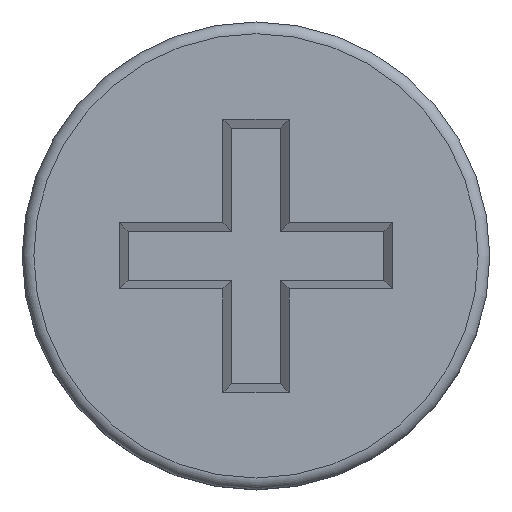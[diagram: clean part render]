
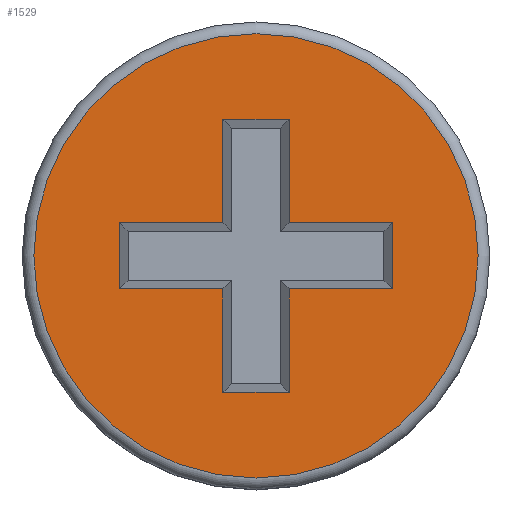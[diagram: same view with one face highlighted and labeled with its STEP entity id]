
A CAD part, top view. The second image highlights one B-rep face of the part: STEP entity #1529.
In plain terms, the highlighted planar face has unit normal (0, 0, 1).
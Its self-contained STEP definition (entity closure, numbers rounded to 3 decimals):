
#16=FACE_BOUND('',#190,.T.);
#18=PLANE('',#1634);
#105=FACE_OUTER_BOUND('',#189,.T.);
#189=EDGE_LOOP('',(#1321));
#190=EDGE_LOOP('',(#1322,#1323,#1324,#1325,#1326,#1327,#1328,#1329,#1330,
#1331,#1332,#1333));
#213=CIRCLE('',#1632,5.7);
#404=LINE('',#6125,#501);
#405=LINE('',#6127,#502);
#406=LINE('',#6129,#503);
#407=LINE('',#6131,#504);
#408=LINE('',#6133,#505);
#409=LINE('',#6135,#506);
#410=LINE('',#6137,#507);
#411=LINE('',#6139,#508);
#412=LINE('',#6141,#509);
#413=LINE('',#6143,#510);
#414=LINE('',#6145,#511);
#415=LINE('',#6146,#512);
#501=VECTOR('',#1866,10.);
#502=VECTOR('',#1867,10.);
#503=VECTOR('',#1868,10.);
#504=VECTOR('',#1869,10.);
#505=VECTOR('',#1870,10.);
#506=VECTOR('',#1871,10.);
#507=VECTOR('',#1872,10.);
#508=VECTOR('',#1873,10.);
#509=VECTOR('',#1874,10.);
#510=VECTOR('',#1875,10.);
#511=VECTOR('',#1876,10.);
#512=VECTOR('',#1877,10.);
#668=VERTEX_POINT('',#6119);
#669=VERTEX_POINT('',#6123);
#670=VERTEX_POINT('',#6124);
#671=VERTEX_POINT('',#6126);
#672=VERTEX_POINT('',#6128);
#673=VERTEX_POINT('',#6130);
#674=VERTEX_POINT('',#6132);
#675=VERTEX_POINT('',#6134);
#676=VERTEX_POINT('',#6136);
#677=VERTEX_POINT('',#6138);
#678=VERTEX_POINT('',#6140);
#679=VERTEX_POINT('',#6142);
#680=VERTEX_POINT('',#6144);
#890=EDGE_CURVE('',#668,#668,#213,.T.);
#892=EDGE_CURVE('',#669,#670,#404,.T.);
#893=EDGE_CURVE('',#670,#671,#405,.T.);
#894=EDGE_CURVE('',#671,#672,#406,.T.);
#895=EDGE_CURVE('',#672,#673,#407,.T.);
#896=EDGE_CURVE('',#673,#674,#408,.T.);
#897=EDGE_CURVE('',#674,#675,#409,.T.);
#898=EDGE_CURVE('',#675,#676,#410,.T.);
#899=EDGE_CURVE('',#676,#677,#411,.T.);
#900=EDGE_CURVE('',#677,#678,#412,.T.);
#901=EDGE_CURVE('',#678,#679,#413,.T.);
#902=EDGE_CURVE('',#679,#680,#414,.T.);
#903=EDGE_CURVE('',#680,#669,#415,.T.);
#1321=ORIENTED_EDGE('',*,*,#890,.F.);
#1322=ORIENTED_EDGE('',*,*,#892,.T.);
#1323=ORIENTED_EDGE('',*,*,#893,.T.);
#1324=ORIENTED_EDGE('',*,*,#894,.T.);
#1325=ORIENTED_EDGE('',*,*,#895,.T.);
#1326=ORIENTED_EDGE('',*,*,#896,.T.);
#1327=ORIENTED_EDGE('',*,*,#897,.T.);
#1328=ORIENTED_EDGE('',*,*,#898,.T.);
#1329=ORIENTED_EDGE('',*,*,#899,.T.);
#1330=ORIENTED_EDGE('',*,*,#900,.T.);
#1331=ORIENTED_EDGE('',*,*,#901,.T.);
#1332=ORIENTED_EDGE('',*,*,#902,.T.);
#1333=ORIENTED_EDGE('',*,*,#903,.T.);
#1529=ADVANCED_FACE('',(#105,#16),#18,.T.);
#1632=AXIS2_PLACEMENT_3D('',#6120,#1860,#1861);
#1634=AXIS2_PLACEMENT_3D('',#6122,#1864,#1865);
#1860=DIRECTION('center_axis',(0.,0.,-1.));
#1861=DIRECTION('ref_axis',(1.,0.,0.));
#1864=DIRECTION('center_axis',(0.,0.,1.));
#1865=DIRECTION('ref_axis',(1.,0.,0.));
#1866=DIRECTION('',(0.,1.,0.));
#1867=DIRECTION('',(-1.,0.,0.));
#1868=DIRECTION('',(0.,1.,0.));
#1869=DIRECTION('',(1.,0.,0.));
#1870=DIRECTION('',(0.,1.,0.));
#1871=DIRECTION('',(1.,0.,0.));
#1872=DIRECTION('',(0.,-1.,0.));
#1873=DIRECTION('',(1.,0.,0.));
#1874=DIRECTION('',(0.,-1.,0.));
#1875=DIRECTION('',(-1.,0.,0.));
#1876=DIRECTION('',(0.,-1.,0.));
#1877=DIRECTION('',(-1.,0.,0.));
#6119=CARTESIAN_POINT('',(-5.7,0.,4.6));
#6120=CARTESIAN_POINT('Origin',(0.,0.,4.6));
#6122=CARTESIAN_POINT('Origin',(0.,0.,4.6));
#6123=CARTESIAN_POINT('',(-0.85,-3.5,4.6));
#6124=CARTESIAN_POINT('',(-0.85,-0.85,4.6));
#6125=CARTESIAN_POINT('',(-0.85,-0.425,4.6));
#6126=CARTESIAN_POINT('',(-3.5,-0.85,4.6));
#6127=CARTESIAN_POINT('',(-1.75,-0.85,4.6));
#6128=CARTESIAN_POINT('',(-3.5,0.85,4.6));
#6129=CARTESIAN_POINT('',(-3.5,0.425,4.6));
#6130=CARTESIAN_POINT('',(-0.85,0.85,4.6));
#6131=CARTESIAN_POINT('',(-0.425,0.85,4.6));
#6132=CARTESIAN_POINT('',(-0.85,3.5,4.6));
#6133=CARTESIAN_POINT('',(-0.85,1.75,4.6));
#6134=CARTESIAN_POINT('',(0.85,3.5,4.6));
#6135=CARTESIAN_POINT('',(0.425,3.5,4.6));
#6136=CARTESIAN_POINT('',(0.85,0.85,4.6));
#6137=CARTESIAN_POINT('',(0.85,0.425,4.6));
#6138=CARTESIAN_POINT('',(3.5,0.85,4.6));
#6139=CARTESIAN_POINT('',(1.75,0.85,4.6));
#6140=CARTESIAN_POINT('',(3.5,-0.85,4.6));
#6141=CARTESIAN_POINT('',(3.5,-0.425,4.6));
#6142=CARTESIAN_POINT('',(0.85,-0.85,4.6));
#6143=CARTESIAN_POINT('',(0.425,-0.85,4.6));
#6144=CARTESIAN_POINT('',(0.85,-3.5,4.6));
#6145=CARTESIAN_POINT('',(0.85,-1.75,4.6));
#6146=CARTESIAN_POINT('',(-0.425,-3.5,4.6));
